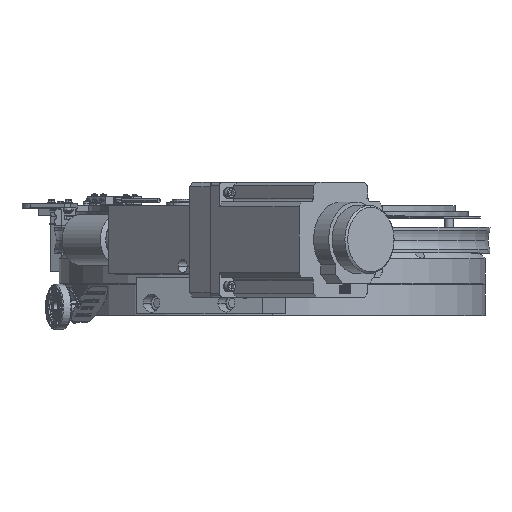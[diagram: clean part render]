
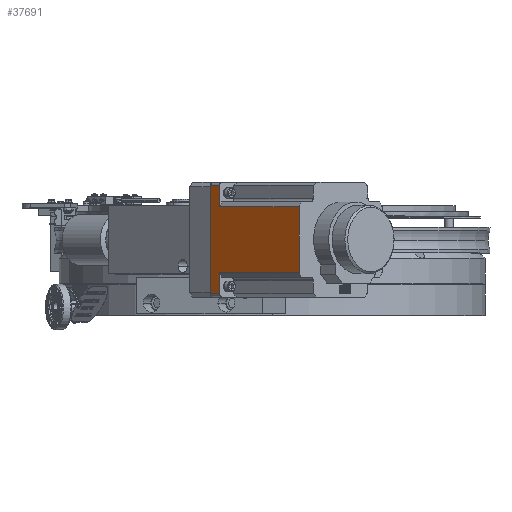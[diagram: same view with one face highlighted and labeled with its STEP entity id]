
A CAD part, top view. The second image highlights one B-rep face of the part: STEP entity #37691.
In plain terms, the highlighted planar face has unit normal (-0.722, 0, 0.692).
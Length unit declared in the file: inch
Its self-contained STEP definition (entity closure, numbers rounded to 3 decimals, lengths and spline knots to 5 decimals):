
#1380 = VERTEX_POINT ( 'NONE', #11281 ) ;
#1507 = VERTEX_POINT ( 'NONE', #11349 ) ;
#1646 = VERTEX_POINT ( 'NONE', #11430 ) ;
#1729 = VERTEX_POINT ( 'NONE', #11478 ) ;
#1811 = VERTEX_POINT ( 'NONE', #11525 ) ;
#1829 = VERTEX_POINT ( 'NONE', #11535 ) ;
#2093 = VERTEX_POINT ( 'NONE', #11684 ) ;
#2810 = VERTEX_POINT ( 'NONE', #12066 ) ;
#11281 = CARTESIAN_POINT ( 'NONE',  ( 0.79308, 1.24569, 13.37591 ) ) ;
#11349 = CARTESIAN_POINT ( 'NONE',  ( 0.79327, 3.16858, 13.37602 ) ) ;
#11430 = CARTESIAN_POINT ( 'NONE',  ( -1.53973, 3.16896, 10.94415 ) ) ;
#11478 = CARTESIAN_POINT ( 'NONE',  ( -1.8169, 0.62256, 10.65535 ) ) ;
#11525 = CARTESIAN_POINT ( 'NONE',  ( -1.53967, 3.79251, 10.94418 ) ) ;
#11535 = CARTESIAN_POINT ( 'NONE',  ( -1.81658, 3.79256, 10.65554 ) ) ;
#11684 = CARTESIAN_POINT ( 'NONE',  ( -1.53992, 1.24607, 10.94404 ) ) ;
#12066 = CARTESIAN_POINT ( 'NONE',  ( -1.53999, 0.62251, 10.944 ) ) ;
#24930 = CARTESIAN_POINT ( 'NONE',  ( 0.79334, 3.79213, 13.37606 ) ) ;
#24931 = PLANE ( 'NONE',  #26140 ) ;
#24941 = DIRECTION ( 'NONE',  ( -0.722, 0., 0.692 ) ) ;
#24942 = DIRECTION ( 'NONE',  ( 0.692, 0., 0.722 ) ) ;
#25846 = FACE_OUTER_BOUND ( 'NONE', #67337, .T. ) ;
#26140 = AXIS2_PLACEMENT_3D ( 'NONE', #24930, #24941, #24942 ) ;
#37691 = ADVANCED_FACE ( 'NONE', ( #25846 ), #24931, .T. ) ;
#63599 = ORIENTED_EDGE ( 'NONE', *, *, #66382, .T. ) ;
#63601 = ORIENTED_EDGE ( 'NONE', *, *, #66376, .T. ) ;
#63604 = ORIENTED_EDGE ( 'NONE', *, *, #66290, .T. ) ;
#63606 = ORIENTED_EDGE ( 'NONE', *, *, #66303, .T. ) ;
#63608 = ORIENTED_EDGE ( 'NONE', *, *, #66354, .T. ) ;
#63610 = ORIENTED_EDGE ( 'NONE', *, *, #66310, .F. ) ;
#63612 = ORIENTED_EDGE ( 'NONE', *, *, #66314, .T. ) ;
#63615 = ORIENTED_EDGE ( 'NONE', *, *, #66325, .T. ) ;
#66290 = EDGE_CURVE ( 'NONE', #2810, #2093, #82402, .T. ) ;
#66303 = EDGE_CURVE ( 'NONE', #2093, #1380, #82452, .T. ) ;
#66310 = EDGE_CURVE ( 'NONE', #1646, #1507, #82477, .T. ) ;
#66314 = EDGE_CURVE ( 'NONE', #1646, #1811, #82481, .T. ) ;
#66325 = EDGE_CURVE ( 'NONE', #1811, #1829, #82517, .T. ) ;
#66354 = EDGE_CURVE ( 'NONE', #1380, #1507, #82580, .T. ) ;
#66376 = EDGE_CURVE ( 'NONE', #1729, #2810, #82659, .T. ) ;
#66382 = EDGE_CURVE ( 'NONE', #1829, #1729, #82667, .T. ) ;
#67337 = EDGE_LOOP ( 'NONE', ( #63599, #63601, #63604, #63606, #63608, #63610, #63612, #63615 ) ) ;
#82402 = LINE ( 'NONE', #94896, #82415 ) ;
#82415 = VECTOR ( 'NONE', #94897, 39.37008 ) ;
#82452 = LINE ( 'NONE', #94919, #82455 ) ;
#82455 = VECTOR ( 'NONE', #94930, 39.37008 ) ;
#82475 = VECTOR ( 'NONE', #94956, 39.37008 ) ;
#82477 = LINE ( 'NONE', #94944, #82478 ) ;
#82478 = VECTOR ( 'NONE', #94945, 39.37008 ) ;
#82481 = LINE ( 'NONE', #94955, #82475 ) ;
#82517 = LINE ( 'NONE', #94982, #82518 ) ;
#82518 = VECTOR ( 'NONE', #94983, 39.37008 ) ;
#82574 = VECTOR ( 'NONE', #95051, 39.37008 ) ;
#82580 = LINE ( 'NONE', #95050, #82574 ) ;
#82659 = LINE ( 'NONE', #95103, #82661 ) ;
#82661 = VECTOR ( 'NONE', #95104, 39.37008 ) ;
#82667 = LINE ( 'NONE', #95118, #82672 ) ;
#82672 = VECTOR ( 'NONE', #95119, 39.37008 ) ;
#94896 = CARTESIAN_POINT ( 'NONE',  ( -1.53967, 3.79251, 10.94418 ) ) ;
#94897 = DIRECTION ( 'NONE',  ( 0., 1., 0. ) ) ;
#94919 = CARTESIAN_POINT ( 'NONE',  ( 0.79308, 1.24569, 13.37591 ) ) ;
#94930 = DIRECTION ( 'NONE',  ( 0.692, 0., 0.722 ) ) ;
#94944 = CARTESIAN_POINT ( 'NONE',  ( 0.79327, 3.16858, 13.37602 ) ) ;
#94945 = DIRECTION ( 'NONE',  ( 0.692, 0., 0.722 ) ) ;
#94955 = CARTESIAN_POINT ( 'NONE',  ( -1.53967, 3.79251, 10.94418 ) ) ;
#94956 = DIRECTION ( 'NONE',  ( 0., 1., 0. ) ) ;
#94982 = CARTESIAN_POINT ( 'NONE',  ( 0.79334, 3.79213, 13.37606 ) ) ;
#94983 = DIRECTION ( 'NONE',  ( -0.692, 0., -0.722 ) ) ;
#95050 = CARTESIAN_POINT ( 'NONE',  ( 0.79318, 2.20713, 13.37596 ) ) ;
#95051 = DIRECTION ( 'NONE',  ( 0., 1., 0. ) ) ;
#95103 = CARTESIAN_POINT ( 'NONE',  ( 0.79302, 0.62213, 13.37587 ) ) ;
#95104 = DIRECTION ( 'NONE',  ( 0.692, 0., 0.722 ) ) ;
#95118 = CARTESIAN_POINT ( 'NONE',  ( -1.81658, 3.79256, 10.65554 ) ) ;
#95119 = DIRECTION ( 'NONE',  ( 0., -1., 0. ) ) ;
